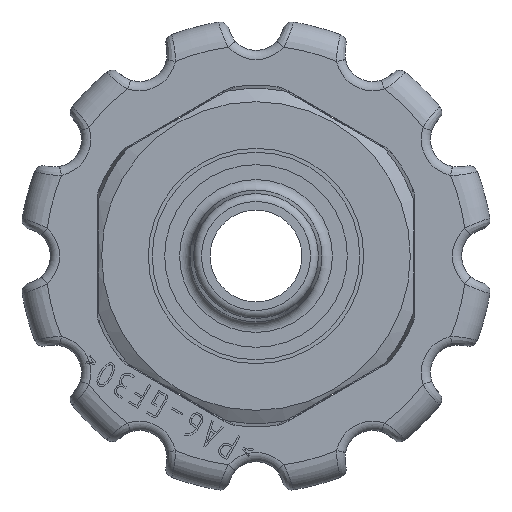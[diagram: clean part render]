
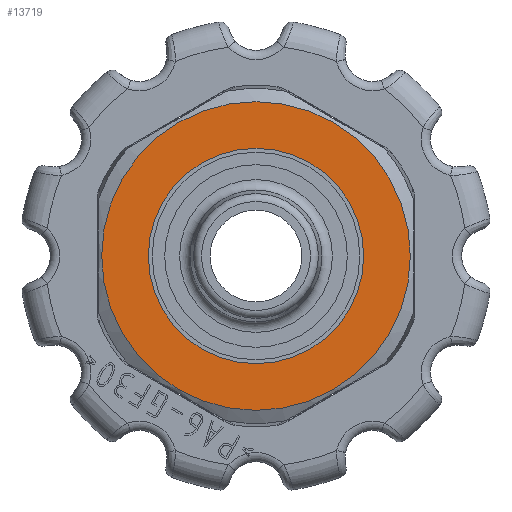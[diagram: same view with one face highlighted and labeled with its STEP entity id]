
A CAD part, front view. The second image highlights one B-rep face of the part: STEP entity #13719.
In plain terms, the highlighted planar face has unit normal (0, -1, 0).
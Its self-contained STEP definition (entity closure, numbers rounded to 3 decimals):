
#2087=PLANE('',#14342);
#2317=ORIENTED_EDGE('',*,*,#5194,.T.);
#2318=ORIENTED_EDGE('',*,*,#5191,.F.);
#5191=EDGE_CURVE('',#6631,#6631,#7578,.T.);
#5194=EDGE_CURVE('',#6634,#6634,#7581,.T.);
#6631=VERTEX_POINT('',#17088);
#6634=VERTEX_POINT('',#17096);
#7578=CIRCLE('',#14338,8.2);
#7581=CIRCLE('',#14343,11.75);
#7919=EDGE_LOOP('',(#2317));
#7920=EDGE_LOOP('',(#2318));
#8660=FACE_BOUND('',#7919,.T.);
#8661=FACE_BOUND('',#7920,.T.);
#13719=ADVANCED_FACE('',(#8660,#8661),#2087,.T.);
#14338=AXIS2_PLACEMENT_3D('',#17087,#15057,#15058);
#14342=AXIS2_PLACEMENT_3D('',#17094,#15065,#15066);
#14343=AXIS2_PLACEMENT_3D('',#17095,#15067,#15068);
#15057=DIRECTION('',(0.,-1.,0.));
#15058=DIRECTION('',(0.,0.,1.));
#15065=DIRECTION('',(0.,-1.,0.));
#15066=DIRECTION('',(0.,0.,1.));
#15067=DIRECTION('',(0.,-1.,0.));
#15068=DIRECTION('',(0.,0.,1.));
#17087=CARTESIAN_POINT('',(0.,-16.5,0.));
#17088=CARTESIAN_POINT('',(0.,-16.5,8.2));
#17094=CARTESIAN_POINT('',(0.,-16.5,8.2));
#17095=CARTESIAN_POINT('',(0.,-16.5,0.));
#17096=CARTESIAN_POINT('',(0.,-16.5,11.75));
